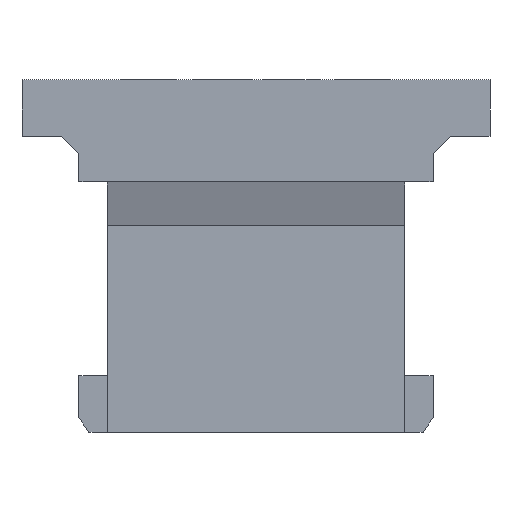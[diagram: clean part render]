
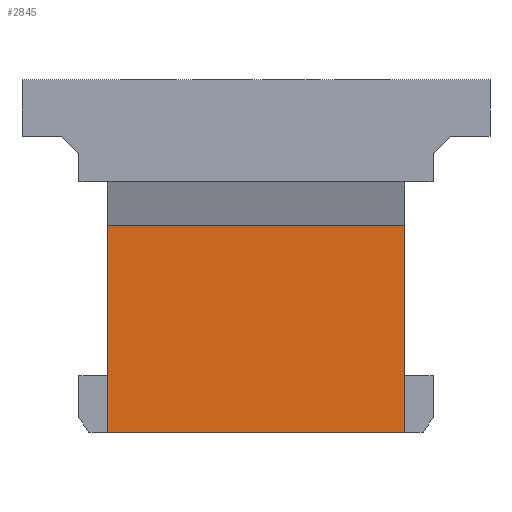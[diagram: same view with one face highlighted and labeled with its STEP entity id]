
A CAD part, front view. The second image highlights one B-rep face of the part: STEP entity #2845.
In plain terms, the highlighted planar face has unit normal (0, -1, 0).
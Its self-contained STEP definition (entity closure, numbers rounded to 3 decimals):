
#81=DIRECTION('',(0.,0.,-1.));
#82=VECTOR('',#81,3.64);
#83=CARTESIAN_POINT('',(-2.61,-0.65,3.64));
#84=LINE('',#83,#82);
#453=DIRECTION('',(1.,0.,0.));
#454=VECTOR('',#453,5.22);
#455=CARTESIAN_POINT('',(-2.61,-0.65,3.64));
#456=LINE('',#455,#454);
#457=DIRECTION('',(0.,0.,-1.));
#458=VECTOR('',#457,3.64);
#459=CARTESIAN_POINT('',(2.61,-0.65,3.64));
#460=LINE('',#459,#458);
#461=DIRECTION('',(-1.,0.,0.));
#462=VECTOR('',#461,5.22);
#463=CARTESIAN_POINT('',(2.61,-0.65,0.));
#464=LINE('',#463,#462);
#1651=CARTESIAN_POINT('',(-2.61,-0.65,0.));
#1652=VERTEX_POINT('',#1651);
#1653=CARTESIAN_POINT('',(2.61,-0.65,0.));
#1654=VERTEX_POINT('',#1653);
#1701=CARTESIAN_POINT('',(-2.61,-0.65,3.64));
#1702=VERTEX_POINT('',#1701);
#1719=CARTESIAN_POINT('',(2.61,-0.65,3.64));
#1720=VERTEX_POINT('',#1719);
#2833=CARTESIAN_POINT('',(-2.61,-0.65,0.));
#2834=DIRECTION('',(0.,1.,0.));
#2835=DIRECTION('',(1.,0.,0.));
#2836=AXIS2_PLACEMENT_3D('',#2833,#2834,#2835);
#2837=PLANE('',#2836);
#2838=ORIENTED_EDGE('',*,*,#2824,.T.);
#2840=ORIENTED_EDGE('',*,*,#2839,.T.);
#2841=ORIENTED_EDGE('',*,*,#2180,.T.);
#2842=ORIENTED_EDGE('',*,*,#2246,.F.);
#2843=EDGE_LOOP('',(#2838,#2840,#2841,#2842));
#2844=FACE_OUTER_BOUND('',#2843,.F.);
#2180=EDGE_CURVE('',#1654,#1652,#464,.T.);
#2246=EDGE_CURVE('',#1702,#1652,#84,.T.);
#2824=EDGE_CURVE('',#1702,#1720,#456,.T.);
#2839=EDGE_CURVE('',#1720,#1654,#460,.T.);
#2845=ADVANCED_FACE('',(#2844),#2837,.F.);
